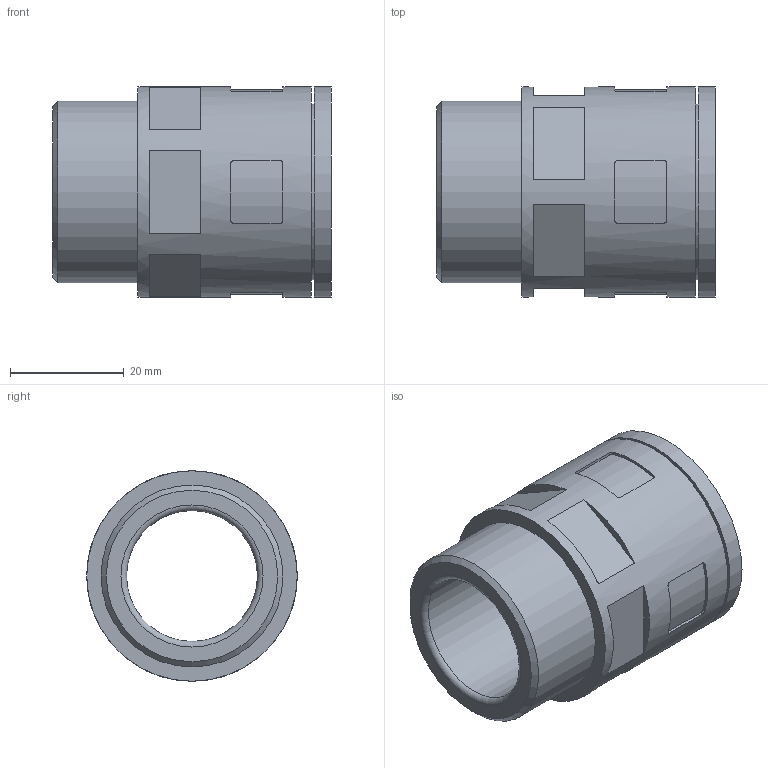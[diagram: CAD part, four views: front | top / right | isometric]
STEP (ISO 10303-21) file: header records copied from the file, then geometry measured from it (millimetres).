
FILE_DESCRIPTION( ( 'STEP AP203' ), '1' );
FILE_NAME( 'FLEXA RQG-M 5020.065.211.stp', '2020-03-27T12:48:08', ( 'License CC BY-ND 4.0' ), ( 'CADENAS' ), ' ', 'PARTsolutions', ' ' );
FILE_SCHEMA( ( 'CONFIG_CONTROL_DESIGN' ) );
Length unit declared in the file: millimetre
Products named in the file (1): _FLEXA RQG-M 5020.065.211
Bounding box: 49 x 37 x 37 mm (x, y, z)
Volume: 20016.6 mm3; surface area: 11613.3 mm2
Topology: 1 solids, 1 shells, 69 faces, 159 edges, 105 vertices
Faces by surface type: plane 40, cylinder 26, torus 2, cone 1
Full cylindrical faces by diameter (mm): 23 x1, 28.5 x1, 30.95 x1, 32 x1, 37 x2
Entity records: 2028 total; most frequent: CARTESIAN_POINT 480, DIRECTION 298, ORIENTED_EDGE 294, EDGE_CURVE 147, AXIS2_PLACEMENT_3D 113, VERTEX_POINT 103, EDGE_LOOP 94, FACE_OUTER_BOUND 77
